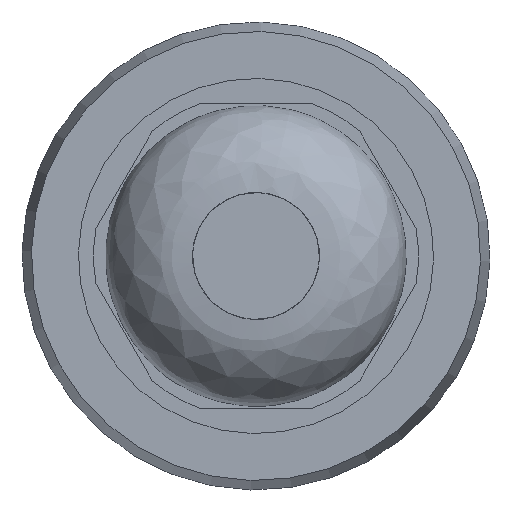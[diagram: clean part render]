
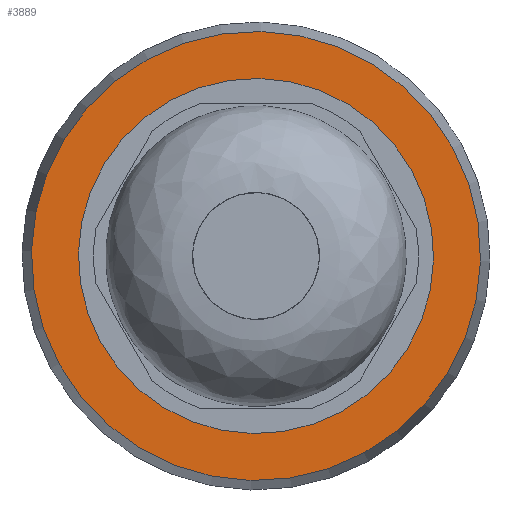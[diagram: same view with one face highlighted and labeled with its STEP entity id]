
A CAD part, left-side view. The second image highlights one B-rep face of the part: STEP entity #3889.
In plain terms, the highlighted face is planar.
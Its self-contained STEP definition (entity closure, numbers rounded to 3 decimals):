
#117=FACE_BOUND('',#1348,.T.);
#234=PLANE('',#4444);
#1079=FACE_OUTER_BOUND('',#1347,.T.);
#1347=EDGE_LOOP('',(#3644));
#1348=EDGE_LOOP('',(#3645));
#1603=CIRCLE('',#4429,7.);
#1610=CIRCLE('',#4443,8.85);
#1964=VERTEX_POINT('',#7345);
#1971=VERTEX_POINT('',#7366);
#2522=EDGE_CURVE('',#1964,#1964,#1603,.T.);
#2529=EDGE_CURVE('',#1971,#1971,#1610,.T.);
#3644=ORIENTED_EDGE('',*,*,#2529,.T.);
#3645=ORIENTED_EDGE('',*,*,#2522,.F.);
#3889=ADVANCED_FACE('',(#1079,#117),#234,.T.);
#4429=AXIS2_PLACEMENT_3D('',#7346,#5668,#5669);
#4443=AXIS2_PLACEMENT_3D('',#7367,#5696,#5697);
#4444=AXIS2_PLACEMENT_3D('',#7368,#5698,#5699);
#5668=DIRECTION('center_axis',(1.,0.,0.));
#5669=DIRECTION('ref_axis',(0.,0.,-1.));
#5696=DIRECTION('center_axis',(1.,0.,0.));
#5697=DIRECTION('ref_axis',(0.,0.,-1.));
#5698=DIRECTION('center_axis',(1.,0.,0.));
#5699=DIRECTION('ref_axis',(0.,0.,-1.));
#7345=CARTESIAN_POINT('',(0.,7.,0.));
#7346=CARTESIAN_POINT('Origin',(0.,0.,0.));
#7366=CARTESIAN_POINT('',(0.,8.85,0.));
#7367=CARTESIAN_POINT('Origin',(0.,0.,0.));
#7368=CARTESIAN_POINT('Origin',(0.,7.,0.));
